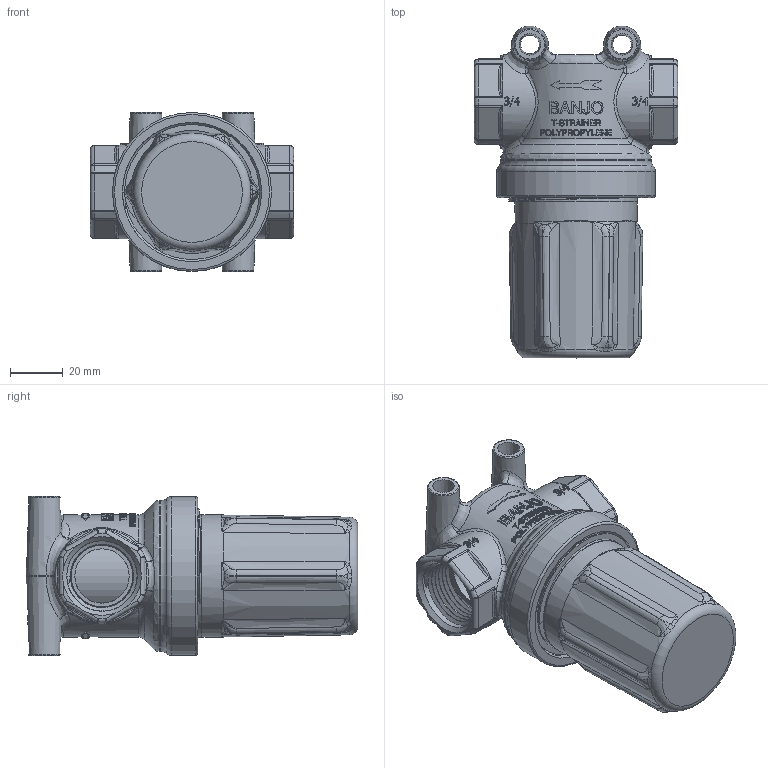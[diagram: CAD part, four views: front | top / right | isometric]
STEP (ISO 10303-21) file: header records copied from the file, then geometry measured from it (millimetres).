
FILE_DESCRIPTION(/* description */ ('3/4" MINI T-STRAINER - 30 MESH'),/* implementation_level */ '2;1');
FILE_NAME(/* name */ 'LSTM075-30.stp',/* time_stamp */ '2020-07-28T09:45:57-04:00',/* author */ ('mclevenger'),/* organization */ (''),/* preprocessor_version */ 'ST-DEVELOPER v17.2',/* originating_system */ 'Autodesk Inventor 2019',/* authorisation */ '');
FILE_SCHEMA (('AUTOMOTIVE_DESIGN { 1 0 10303 214 3 1 1 }'));
Products named in the file (5): LSTM075-30; LSTM075H; LSTM050G; LST530; LSTM050B
Assembly tree (4 placements, depth 2):
  LSTM075-30
    LSTM075H
    LSTM050G
    LST530
    LSTM050B
Bounding box: 76.96 x 125.65 x 60.2 mm (x, y, z)
Volume: 127096.4 mm3; surface area: 80472.8 mm2
Topology: 4 solids, 4 shells, 1417 faces, 3761 edges, 2399 vertices
Faces by surface type: plane 582, bspline 530, cylinder 184, torus 49, cone 45, sphere 27
Full cylindrical faces by diameter (mm): 20.32 x1, 20.574 x2, 23.812 x1, 27.965 x1, 30.734 x1, 39.624 x1, 39.7 x1, 46.228 x1, 46.558 x3, 47.244 x1, 47.269 x1, 48.044 x2, 51.057 x2, 52.654 x3, 57.15 x1, 60.198 x1
Entity records: 90382 total; most frequent: CARTESIAN_POINT 58273, ORIENTED_EDGE 7438, DIRECTION 5352, EDGE_CURVE 3719, VERTEX_POINT 2399, AXIS2_PLACEMENT_3D 1971, EDGE_LOOP 1518, FACE_OUTER_BOUND 1417
